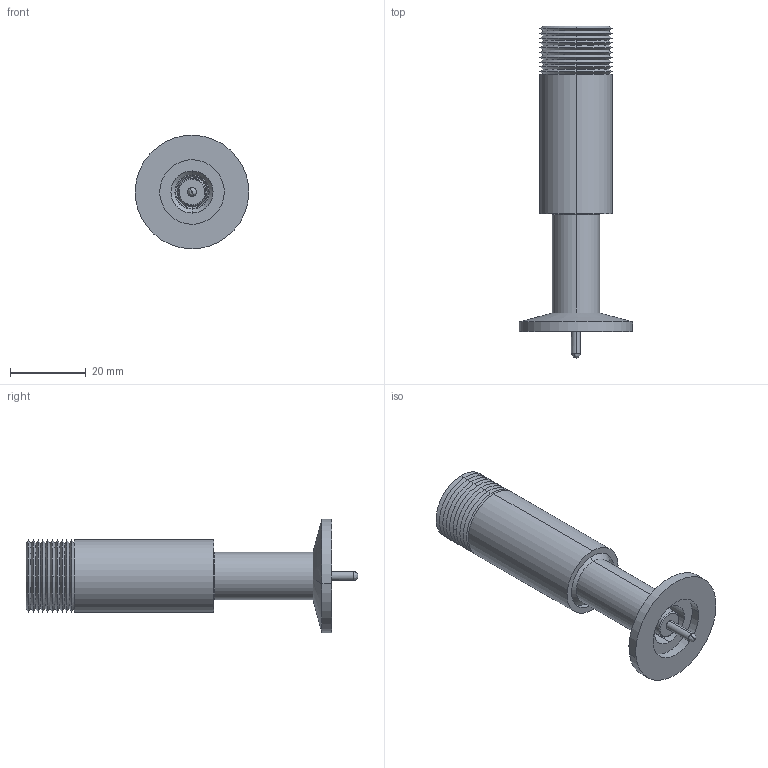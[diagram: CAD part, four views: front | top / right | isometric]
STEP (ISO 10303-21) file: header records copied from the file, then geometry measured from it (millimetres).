
FILE_DESCRIPTION (( 'STEP AP203' ), '1' );
FILE_NAME ('A2610-1-QF.STEP', '2011-10-18T12:58:09', ( '' ), ( '' ), 'SwSTEP 2.0', 'SolidWorks 2011', '' );
FILE_SCHEMA (( 'CONFIG_CONTROL_DESIGN' ));
Length unit declared in the file: inch
Products named in the file (1): A2610-1-QF
Bounding box: 29.95 x 87.6 x 29.95 mm (x, y, z)
Volume: 10515.4 mm3; surface area: 12178.9 mm2
Topology: 1 solids, 1 shells, 134 faces, 292 edges, 176 vertices
Faces by surface type: cone 60, cylinder 46, plane 18, bspline 10
Entity records: 3875 total; most frequent: CARTESIAN_POINT 777, DIRECTION 712, ORIENTED_EDGE 584, AXIS2_PLACEMENT_3D 303, EDGE_CURVE 292, CIRCLE 178, VERTEX_POINT 176, EDGE_LOOP 150
